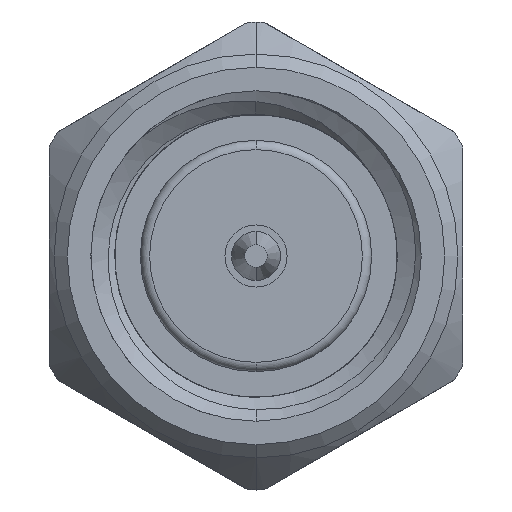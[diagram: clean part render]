
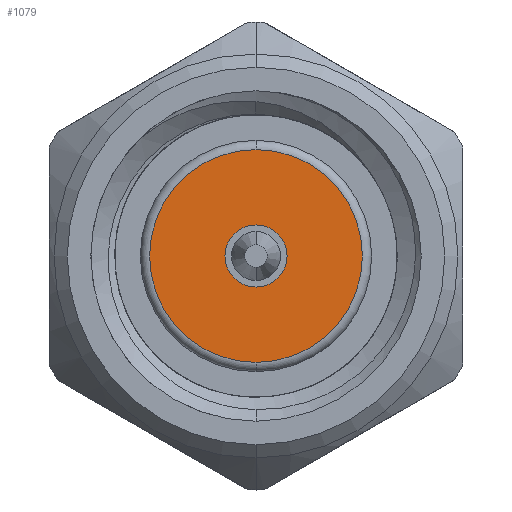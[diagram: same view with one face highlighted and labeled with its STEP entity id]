
A CAD part, left-side view. The second image highlights one B-rep face of the part: STEP entity #1079.
In plain terms, the highlighted planar face has unit normal (-1, 0, 0).
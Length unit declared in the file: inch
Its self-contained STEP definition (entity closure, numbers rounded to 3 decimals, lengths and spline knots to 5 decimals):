
#182 = CARTESIAN_POINT ( 'NONE',  ( 0.1, 0., 0. ) ) ;
#517 = CARTESIAN_POINT ( 'NONE',  ( 0.1, 0., 0.0235 ) ) ;
#651 = EDGE_CURVE ( 'NONE', #4370, #4640, #2847, .T. ) ;
#764 = ORIENTED_EDGE ( 'NONE', *, *, #3919, .F. ) ;
#801 = VERTEX_POINT ( 'NONE', #1663 ) ;
#1024 = DIRECTION ( 'NONE',  ( 0., 0., -1. ) ) ;
#1079 = ADVANCED_FACE ( 'NONE', ( #5496, #6525 ), #1129, .F. ) ;
#1129 = PLANE ( 'NONE',  #4895 ) ;
#1585 = DIRECTION ( 'NONE',  ( 0., 0., -1. ) ) ;
#1644 = DIRECTION ( 'NONE',  ( 1., 0., 0. ) ) ;
#1663 = CARTESIAN_POINT ( 'NONE',  ( 0.1, 0., 0.0805 ) ) ;
#1727 = EDGE_LOOP ( 'NONE', ( #6456, #2096 ) ) ;
#1911 = EDGE_CURVE ( 'NONE', #801, #5092, #2100, .T. ) ;
#2096 = ORIENTED_EDGE ( 'NONE', *, *, #1911, .T. ) ;
#2100 = CIRCLE ( 'NONE', #2831, 0.0805 ) ;
#2638 = DIRECTION ( 'NONE',  ( 0., 0., -1. ) ) ;
#2777 = AXIS2_PLACEMENT_3D ( 'NONE', #182, #2819, #3899 ) ;
#2819 = DIRECTION ( 'NONE',  ( -1., 0., 0. ) ) ;
#2831 = AXIS2_PLACEMENT_3D ( 'NONE', #5667, #6029, #1024 ) ;
#2847 = CIRCLE ( 'NONE', #2777, 0.0235 ) ;
#3089 = CARTESIAN_POINT ( 'NONE',  ( 0.1, 0., 0. ) ) ;
#3175 = DIRECTION ( 'NONE',  ( -1., 0., 0. ) ) ;
#3637 = CARTESIAN_POINT ( 'NONE',  ( 0.1, 0., 0. ) ) ;
#3895 = AXIS2_PLACEMENT_3D ( 'NONE', #3637, #3175, #2638 ) ;
#3896 = CARTESIAN_POINT ( 'NONE',  ( 0.1, 0., -0.0805 ) ) ;
#3899 = DIRECTION ( 'NONE',  ( 0., 0., -1. ) ) ;
#3919 = EDGE_CURVE ( 'NONE', #4640, #4370, #6243, .T. ) ;
#4021 = CIRCLE ( 'NONE', #4515, 0.0805 ) ;
#4122 = DIRECTION ( 'NONE',  ( -1., 0., 0. ) ) ;
#4226 = CARTESIAN_POINT ( 'NONE',  ( 0.1, 0., 0. ) ) ;
#4313 = EDGE_CURVE ( 'NONE', #5092, #801, #4021, .T. ) ;
#4370 = VERTEX_POINT ( 'NONE', #5427 ) ;
#4515 = AXIS2_PLACEMENT_3D ( 'NONE', #3089, #4122, #1585 ) ;
#4640 = VERTEX_POINT ( 'NONE', #517 ) ;
#4729 = DIRECTION ( 'NONE',  ( 0., 0., -1. ) ) ;
#4895 = AXIS2_PLACEMENT_3D ( 'NONE', #4226, #1644, #4729 ) ;
#5032 = ORIENTED_EDGE ( 'NONE', *, *, #651, .F. ) ;
#5092 = VERTEX_POINT ( 'NONE', #3896 ) ;
#5427 = CARTESIAN_POINT ( 'NONE',  ( 0.1, 0., -0.0235 ) ) ;
#5496 = FACE_OUTER_BOUND ( 'NONE', #1727, .T. ) ;
#5667 = CARTESIAN_POINT ( 'NONE',  ( 0.1, 0., 0. ) ) ;
#6029 = DIRECTION ( 'NONE',  ( -1., 0., 0. ) ) ;
#6243 = CIRCLE ( 'NONE', #3895, 0.0235 ) ;
#6456 = ORIENTED_EDGE ( 'NONE', *, *, #4313, .T. ) ;
#6525 = FACE_BOUND ( 'NONE', #6621, .T. ) ;
#6621 = EDGE_LOOP ( 'NONE', ( #5032, #764 ) ) ;
